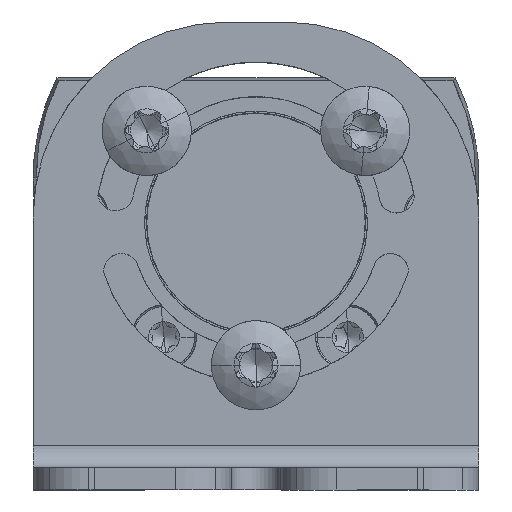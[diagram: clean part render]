
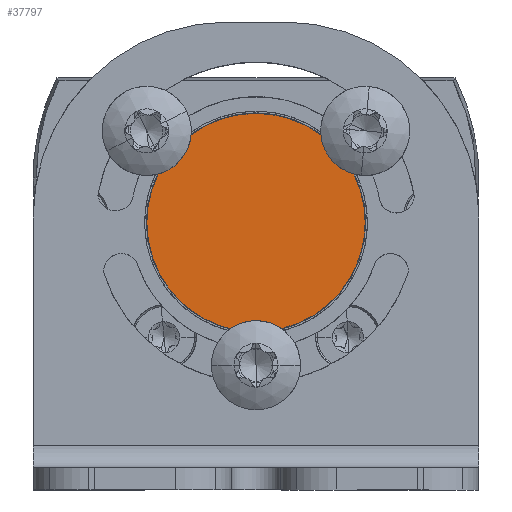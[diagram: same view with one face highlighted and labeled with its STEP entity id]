
A CAD part, front view. The second image highlights one B-rep face of the part: STEP entity #37797.
In plain terms, the highlighted planar face has unit normal (0, -1, 0).
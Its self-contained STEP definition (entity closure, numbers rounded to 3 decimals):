
#35980=AXIS2_PLACEMENT_3D('Circle Axis2P3D',#35978,#35979,$) ;
#36002=AXIS2_PLACEMENT_3D('Circle Axis2P3D',#36000,#36001,$) ;
#36391=AXIS2_PLACEMENT_3D('Circle Axis2P3D',#36389,#36390,$) ;
#36985=AXIS2_PLACEMENT_3D('Circle Axis2P3D',#36983,#36984,$) ;
#37718=AXIS2_PLACEMENT_3D('Plane Axis2P3D',#37715,#37716,#37717) ;
#35942=CARTESIAN_POINT('Vertex',(19.991,23.,15.2)) ;
#35975=CARTESIAN_POINT('Vertex',(22.299,23.,14.475)) ;
#35978=CARTESIAN_POINT('Axis2P3D Location',(20.002,23.,11.2)) ;
#36000=CARTESIAN_POINT('Axis2P3D Location',(20.002,23.,11.2)) ;
#36004=CARTESIAN_POINT('Vertex',(17.706,23.,14.475)) ;
#36386=CARTESIAN_POINT('Vertex',(11.23,23.,28.363)) ;
#36389=CARTESIAN_POINT('Axis2P3D Location',(10.197,23.,32.228)) ;
#36393=CARTESIAN_POINT('Vertex',(11.981,23.,28.648)) ;
#36870=CARTESIAN_POINT('Control Point',(14.182,23.,31.881)) ;
#36871=CARTESIAN_POINT('Control Point',(14.094,23.,30.863)) ;
#36872=CARTESIAN_POINT('Control Point',(13.657,23.,29.873)) ;
#36873=CARTESIAN_POINT('Control Point',(12.896,23.,29.103)) ;
#36874=CARTESIAN_POINT('Control Point',(11.981,23.,28.648)) ;
#36875=CARTESIAN_POINT('Vertex',(14.182,23.,31.881)) ;
#36980=CARTESIAN_POINT('Vertex',(25.823,23.,31.881)) ;
#36983=CARTESIAN_POINT('Axis2P3D Location',(29.808,23.,32.228)) ;
#36987=CARTESIAN_POINT('Vertex',(28.775,23.,28.363)) ;
#37715=CARTESIAN_POINT('Axis2P3D Location',(20.002,23.,24.)) ;
#37721=CARTESIAN_POINT('Control Point',(11.23,23.,28.363)) ;
#37722=CARTESIAN_POINT('Control Point',(10.827,23.,27.554)) ;
#37723=CARTESIAN_POINT('Control Point',(10.518,23.,26.697)) ;
#37724=CARTESIAN_POINT('Control Point',(10.309,23.,25.809)) ;
#37725=CARTESIAN_POINT('Control Point',(10.205,23.,24.904)) ;
#37726=CARTESIAN_POINT('Control Point',(10.205,23.,24.)) ;
#37727=CARTESIAN_POINT('Vertex',(10.205,23.,24.)) ;
#37731=CARTESIAN_POINT('Control Point',(10.205,23.,24.)) ;
#37732=CARTESIAN_POINT('Control Point',(10.205,23.,23.08)) ;
#37733=CARTESIAN_POINT('Control Point',(10.313,23.,22.16)) ;
#37734=CARTESIAN_POINT('Control Point',(10.529,23.,21.257)) ;
#37735=CARTESIAN_POINT('Control Point',(11.169,23.,19.518)) ;
#37736=CARTESIAN_POINT('Control Point',(12.194,23.,17.975)) ;
#37737=CARTESIAN_POINT('Control Point',(12.795,23.,17.267)) ;
#37738=CARTESIAN_POINT('Control Point',(14.045,23.,16.106)) ;
#37739=CARTESIAN_POINT('Control Point',(15.512,23.,15.24)) ;
#37740=CARTESIAN_POINT('Control Point',(16.219,23.,14.913)) ;
#37741=CARTESIAN_POINT('Control Point',(16.953,23.,14.657)) ;
#37742=CARTESIAN_POINT('Control Point',(17.706,23.,14.475)) ;
#37745=CARTESIAN_POINT('Control Point',(22.299,23.,14.475)) ;
#37746=CARTESIAN_POINT('Control Point',(23.193,23.,14.691)) ;
#37747=CARTESIAN_POINT('Control Point',(24.062,23.,15.012)) ;
#37748=CARTESIAN_POINT('Control Point',(24.89,23.,15.433)) ;
#37749=CARTESIAN_POINT('Control Point',(26.43,23.,16.463)) ;
#37750=CARTESIAN_POINT('Control Point',(27.69,23.,17.821)) ;
#37751=CARTESIAN_POINT('Control Point',(28.237,23.,18.572)) ;
#37752=CARTESIAN_POINT('Control Point',(29.073,23.,20.059)) ;
#37753=CARTESIAN_POINT('Control Point',(29.571,23.,21.687)) ;
#37754=CARTESIAN_POINT('Control Point',(29.724,23.,22.451)) ;
#37755=CARTESIAN_POINT('Control Point',(29.8,23.,23.226)) ;
#37756=CARTESIAN_POINT('Control Point',(29.8,23.,24.)) ;
#37757=CARTESIAN_POINT('Vertex',(29.8,23.,24.)) ;
#37761=CARTESIAN_POINT('Control Point',(29.8,23.,24.)) ;
#37762=CARTESIAN_POINT('Control Point',(29.8,23.,24.146)) ;
#37763=CARTESIAN_POINT('Control Point',(29.797,23.,24.291)) ;
#37764=CARTESIAN_POINT('Control Point',(29.792,23.,24.437)) ;
#37765=CARTESIAN_POINT('Control Point',(29.742,23.,25.34)) ;
#37766=CARTESIAN_POINT('Control Point',(29.587,23.,26.236)) ;
#37767=CARTESIAN_POINT('Control Point',(29.385,23.,26.972)) ;
#37768=CARTESIAN_POINT('Control Point',(29.113,23.,27.684)) ;
#37769=CARTESIAN_POINT('Control Point',(28.775,23.,28.363)) ;
#37772=CARTESIAN_POINT('Control Point',(25.823,23.,31.881)) ;
#37773=CARTESIAN_POINT('Control Point',(25.083,23.,32.428)) ;
#37774=CARTESIAN_POINT('Control Point',(24.278,23.,32.888)) ;
#37775=CARTESIAN_POINT('Control Point',(23.424,23.,33.25)) ;
#37776=CARTESIAN_POINT('Control Point',(21.645,23.,33.769)) ;
#37777=CARTESIAN_POINT('Control Point',(19.794,23.,33.861)) ;
#37778=CARTESIAN_POINT('Control Point',(18.868,23.,33.797)) ;
#37779=CARTESIAN_POINT('Control Point',(17.312,23.,33.504)) ;
#37780=CARTESIAN_POINT('Control Point',(15.849,23.,32.91)) ;
#37781=CARTESIAN_POINT('Control Point',(15.265,23.,32.613)) ;
#37782=CARTESIAN_POINT('Control Point',(14.707,23.,32.269)) ;
#37783=CARTESIAN_POINT('Control Point',(14.182,23.,31.881)) ;
#35979=DIRECTION('Axis2P3D Direction',(0.,1.,0.)) ;
#36001=DIRECTION('Axis2P3D Direction',(0.,1.,0.)) ;
#36390=DIRECTION('Axis2P3D Direction',(0.,1.,0.)) ;
#36984=DIRECTION('Axis2P3D Direction',(0.,1.,0.)) ;
#37716=DIRECTION('Axis2P3D Direction',(0.,1.,0.)) ;
#37717=DIRECTION('Axis2P3D XDirection',(1.,0.,0.)) ;
#37786=ORIENTED_EDGE('',*,*,#36877,.T.) ;
#37787=ORIENTED_EDGE('',*,*,#36395,.T.) ;
#37788=ORIENTED_EDGE('',*,*,#37729,.T.) ;
#37789=ORIENTED_EDGE('',*,*,#37743,.T.) ;
#37790=ORIENTED_EDGE('',*,*,#36006,.T.) ;
#37791=ORIENTED_EDGE('',*,*,#35982,.T.) ;
#37792=ORIENTED_EDGE('',*,*,#37759,.T.) ;
#37793=ORIENTED_EDGE('',*,*,#37770,.T.) ;
#37794=ORIENTED_EDGE('',*,*,#36989,.T.) ;
#37795=ORIENTED_EDGE('',*,*,#37784,.T.) ;
#37797=ADVANCED_FACE('Hauptk\X2\00F6\X0\rper',(#37796),#37719,.F.) ;
#36869=B_SPLINE_CURVE_WITH_KNOTS('',4,(#36870,#36871,#36872,#36873,#36874),.UNSPECIFIED.,.F.,.U.,(5,5),(-2.044,2.044),.UNSPECIFIED.) ;
#37720=B_SPLINE_CURVE_WITH_KNOTS('',5,(#37721,#37722,#37723,#37724,#37725,#37726),.UNSPECIFIED.,.F.,.U.,(6,6),(0.,6.395),.UNSPECIFIED.) ;
#37730=B_SPLINE_CURVE_WITH_KNOTS('',5,(#37731,#37732,#37733,#37734,#37735,#37736,#37737,#37738,#37739,#37740,#37741,#37742),.UNSPECIFIED.,.F.,.U.,(6,3,3,6),(0.,6.506,13.012,18.487),.UNSPECIFIED.) ;
#37744=B_SPLINE_CURVE_WITH_KNOTS('',5,(#37745,#37746,#37747,#37748,#37749,#37750,#37751,#37752,#37753,#37754,#37755,#37756),.UNSPECIFIED.,.F.,.U.,(6,3,3,6),(0.,6.506,13.012,18.487),.UNSPECIFIED.) ;
#37760=B_SPLINE_CURVE_WITH_KNOTS('',5,(#37761,#37762,#37763,#37764,#37765,#37766,#37767,#37768,#37769),.UNSPECIFIED.,.F.,.U.,(6,3,6),(18.487,19.517,24.882),.UNSPECIFIED.) ;
#37771=B_SPLINE_CURVE_WITH_KNOTS('',5,(#37772,#37773,#37774,#37775,#37776,#37777,#37778,#37779,#37780,#37781,#37782,#37783),.UNSPECIFIED.,.F.,.U.,(6,3,3,6),(0.,6.506,13.012,17.627),.UNSPECIFIED.) ;
#35981=CIRCLE('generated circle',#35980,4.) ;
#36003=CIRCLE('generated circle',#36002,4.) ;
#36392=CIRCLE('generated circle',#36391,4.) ;
#36986=CIRCLE('generated circle',#36985,4.) ;
#35982=EDGE_CURVE('',#35943,#35976,#35981,.T.) ;
#36006=EDGE_CURVE('',#36005,#35943,#36003,.T.) ;
#36395=EDGE_CURVE('',#36394,#36387,#36392,.T.) ;
#36877=EDGE_CURVE('',#36876,#36394,#36869,.T.) ;
#36989=EDGE_CURVE('',#36988,#36981,#36986,.T.) ;
#37729=EDGE_CURVE('',#36387,#37728,#37720,.T.) ;
#37743=EDGE_CURVE('',#37728,#36005,#37730,.T.) ;
#37759=EDGE_CURVE('',#35976,#37758,#37744,.T.) ;
#37770=EDGE_CURVE('',#37758,#36988,#37760,.T.) ;
#37784=EDGE_CURVE('',#36981,#36876,#37771,.T.) ;
#37785=EDGE_LOOP('',(#37786,#37787,#37788,#37789,#37790,#37791,#37792,#37793,#37794,#37795)) ;
#37796=FACE_OUTER_BOUND('',#37785,.T.) ;
#37719=PLANE('',#37718) ;
#35943=VERTEX_POINT('',#35942) ;
#35976=VERTEX_POINT('',#35975) ;
#36005=VERTEX_POINT('',#36004) ;
#36387=VERTEX_POINT('',#36386) ;
#36394=VERTEX_POINT('',#36393) ;
#36876=VERTEX_POINT('',#36875) ;
#36981=VERTEX_POINT('',#36980) ;
#36988=VERTEX_POINT('',#36987) ;
#37728=VERTEX_POINT('',#37727) ;
#37758=VERTEX_POINT('',#37757) ;
